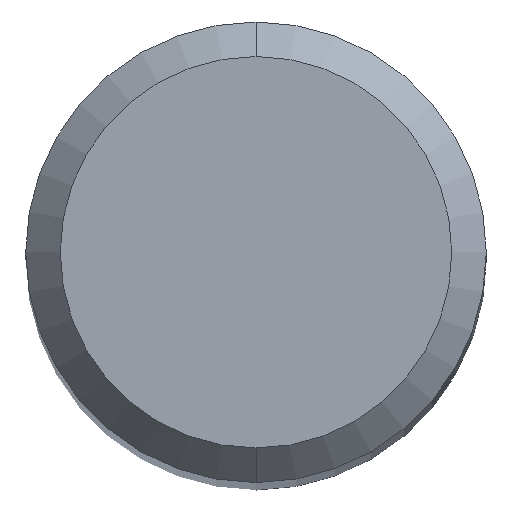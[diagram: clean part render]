
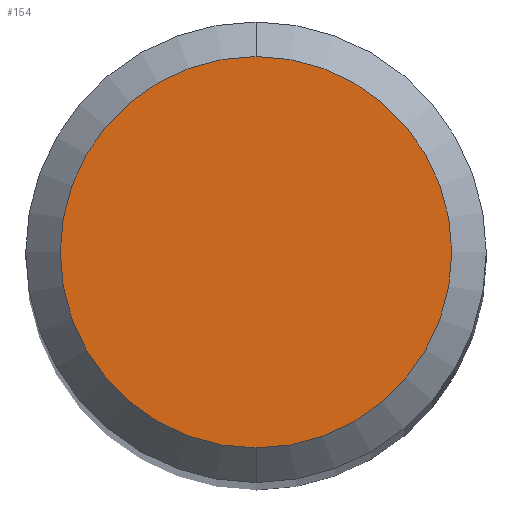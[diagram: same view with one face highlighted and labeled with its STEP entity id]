
A CAD part, top view. The second image highlights one B-rep face of the part: STEP entity #154.
In plain terms, the highlighted planar face has unit normal (0, 0, 1).
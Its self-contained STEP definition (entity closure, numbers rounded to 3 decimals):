
#128=VERTEX_POINT('',#286);
#154=ADVANCED_FACE('',(#317),#318,.T.);
#190=EDGE_CURVE('',#228,#128,#357,.T.);
#212=EDGE_CURVE('',#128,#228,#380,.T.);
#228=VERTEX_POINT('',#398);
#286=CARTESIAN_POINT('',(0.0,1.7,0.0));
#317=FACE_OUTER_BOUND('',#489,.T.);
#318=PLANE('',#490);
#357=CIRCLE('',#544,1.7);
#380=CIRCLE('',#577,1.7);
#398=CARTESIAN_POINT('',(0.,-1.7,0.0));
#489=EDGE_LOOP('',(#701,#702));
#490=AXIS2_PLACEMENT_3D('',#703,#704,#705);
#544=AXIS2_PLACEMENT_3D('',#746,#747,#748);
#577=AXIS2_PLACEMENT_3D('',#769,#770,#771);
#701=ORIENTED_EDGE('',*,*,#212,.F.);
#702=ORIENTED_EDGE('',*,*,#190,.F.);
#703=CARTESIAN_POINT('',(0.0,0.85,0.0));
#704=DIRECTION('',(-0.0,0.0,1.0));
#705=DIRECTION('',(0.0,-1.0,0.0));
#746=CARTESIAN_POINT('',(0.0,0.0,0.0));
#747=DIRECTION('',(0.0,0.0,-1.0));
#748=DIRECTION('',(0.0,1.0,0.0));
#769=CARTESIAN_POINT('',(0.0,0.0,0.0));
#770=DIRECTION('',(0.0,0.0,-1.0));
#771=DIRECTION('',(0.0,1.0,0.0));
